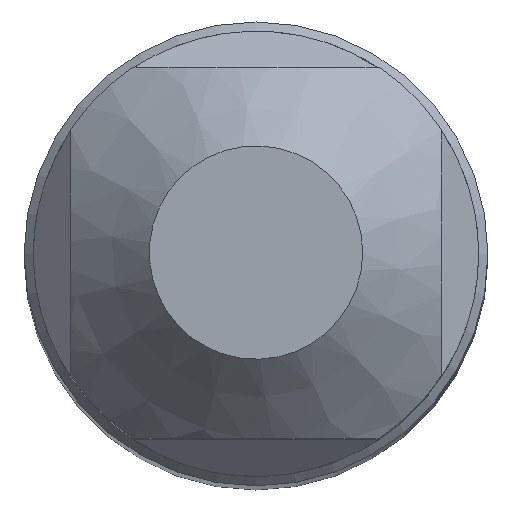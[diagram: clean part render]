
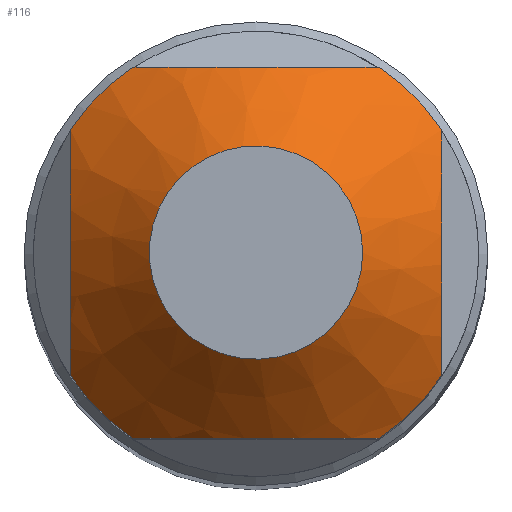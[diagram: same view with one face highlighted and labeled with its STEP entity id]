
A CAD part, top view. The second image highlights one B-rep face of the part: STEP entity #116.
In plain terms, the highlighted conical face has half-angle 45 degrees and reference radius 0.92 mm.
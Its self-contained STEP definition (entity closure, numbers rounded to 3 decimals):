
#116=ADVANCED_FACE('',(#146,#147),#128,.T.);
#128=CONICAL_SURFACE('',#436,0.92,45.);
#146=FACE_BOUND('',#179,.T.);
#147=FACE_BOUND('',#180,.T.);
#179=EDGE_LOOP('',(#229));
#180=EDGE_LOOP('',(#230,#231,#232,#233,#234,#235,#236,#237));
#229=ORIENTED_EDGE('',*,*,#310,.F.);
#230=ORIENTED_EDGE('',*,*,#326,.T.);
#231=ORIENTED_EDGE('',*,*,#327,.T.);
#232=ORIENTED_EDGE('',*,*,#328,.T.);
#233=ORIENTED_EDGE('',*,*,#314,.T.);
#234=ORIENTED_EDGE('',*,*,#329,.T.);
#235=ORIENTED_EDGE('',*,*,#319,.T.);
#236=ORIENTED_EDGE('',*,*,#330,.T.);
#237=ORIENTED_EDGE('',*,*,#324,.T.);
#280=VERTEX_POINT('',#617);
#283=VERTEX_POINT('',#625);
#284=VERTEX_POINT('',#632);
#287=VERTEX_POINT('',#641);
#288=VERTEX_POINT('',#648);
#291=VERTEX_POINT('',#657);
#292=VERTEX_POINT('',#664);
#293=VERTEX_POINT('',#668);
#294=VERTEX_POINT('',#675);
#310=EDGE_CURVE('',#280,#280,#348,.T.);
#314=EDGE_CURVE('',#284,#283,#367,.T.);
#319=EDGE_CURVE('',#288,#287,#368,.T.);
#324=EDGE_CURVE('',#292,#291,#369,.T.);
#326=EDGE_CURVE('',#291,#293,#349,.T.);
#327=EDGE_CURVE('',#293,#294,#370,.T.);
#328=EDGE_CURVE('',#294,#284,#350,.T.);
#329=EDGE_CURVE('',#283,#288,#351,.T.);
#330=EDGE_CURVE('',#287,#292,#352,.T.);
#348=CIRCLE('',#421,0.92);
#349=CIRCLE('',#432,1.92);
#350=CIRCLE('',#433,1.92);
#351=CIRCLE('',#434,1.92);
#352=CIRCLE('',#435,1.92);
#367=B_SPLINE_CURVE_WITH_KNOTS('',3,(#626,#627,#628,#629,#630,#631),
 .UNSPECIFIED.,.F.,.F.,(4,2,4),(0.,0.5,1.),.UNSPECIFIED.);
#368=B_SPLINE_CURVE_WITH_KNOTS('',3,(#642,#643,#644,#645,#646,#647),
 .UNSPECIFIED.,.F.,.F.,(4,2,4),(0.,0.5,1.),.UNSPECIFIED.);
#369=B_SPLINE_CURVE_WITH_KNOTS('',3,(#658,#659,#660,#661,#662,#663),
 .UNSPECIFIED.,.F.,.F.,(4,2,4),(0.,0.5,1.),.UNSPECIFIED.);
#370=B_SPLINE_CURVE_WITH_KNOTS('',3,(#669,#670,#671,#672,#673,#674),
 .UNSPECIFIED.,.F.,.F.,(4,2,4),(0.,0.5,1.),.UNSPECIFIED.);
#421=AXIS2_PLACEMENT_3D('',#616,#491,#492);
#432=AXIS2_PLACEMENT_3D('',#667,#522,#523);
#433=AXIS2_PLACEMENT_3D('',#676,#524,#525);
#434=AXIS2_PLACEMENT_3D('',#677,#526,#527);
#435=AXIS2_PLACEMENT_3D('',#678,#528,#529);
#436=AXIS2_PLACEMENT_3D('',#679,#530,#531);
#491=DIRECTION('',(0.,0.,1.));
#492=DIRECTION('',(1.,0.,0.));
#522=DIRECTION('',(0.,0.,1.));
#523=DIRECTION('',(-1.,0.,0.));
#524=DIRECTION('',(0.,0.,1.));
#525=DIRECTION('',(-1.,0.,0.));
#526=DIRECTION('',(0.,0.,1.));
#527=DIRECTION('',(-1.,0.,0.));
#528=DIRECTION('',(0.,0.,1.));
#529=DIRECTION('',(-1.,0.,0.));
#530=DIRECTION('',(0.,0.,-1.));
#531=DIRECTION('',(-1.,0.,0.));
#616=CARTESIAN_POINT('',(0.,0.,0.));
#617=CARTESIAN_POINT('',(0.92,0.,0.));
#625=CARTESIAN_POINT('',(-1.061,1.6,-1.));
#626=CARTESIAN_POINT('',(1.061,1.6,-1.));
#627=CARTESIAN_POINT('',(0.733,1.6,-0.819));
#628=CARTESIAN_POINT('',(0.373,1.6,-0.68));
#629=CARTESIAN_POINT('',(-0.372,1.6,-0.68));
#630=CARTESIAN_POINT('',(-0.735,1.6,-0.819));
#631=CARTESIAN_POINT('',(-1.061,1.6,-1.));
#632=CARTESIAN_POINT('',(1.061,1.6,-1.));
#641=CARTESIAN_POINT('',(-1.6,-1.061,-1.));
#642=CARTESIAN_POINT('',(-1.6,1.061,-1.));
#643=CARTESIAN_POINT('',(-1.6,0.735,-0.819));
#644=CARTESIAN_POINT('',(-1.6,0.372,-0.68));
#645=CARTESIAN_POINT('',(-1.6,-0.373,-0.68));
#646=CARTESIAN_POINT('',(-1.6,-0.733,-0.819));
#647=CARTESIAN_POINT('',(-1.6,-1.061,-1.));
#648=CARTESIAN_POINT('',(-1.6,1.061,-1.));
#657=CARTESIAN_POINT('',(1.061,-1.6,-1.));
#658=CARTESIAN_POINT('',(-1.061,-1.6,-1.));
#659=CARTESIAN_POINT('',(-0.735,-1.6,-0.819));
#660=CARTESIAN_POINT('',(-0.372,-1.6,-0.68));
#661=CARTESIAN_POINT('',(0.373,-1.6,-0.68));
#662=CARTESIAN_POINT('',(0.733,-1.6,-0.819));
#663=CARTESIAN_POINT('',(1.061,-1.6,-1.));
#664=CARTESIAN_POINT('',(-1.061,-1.6,-1.));
#667=CARTESIAN_POINT('',(0.,0.,-1.));
#668=CARTESIAN_POINT('',(1.6,-1.061,-1.));
#669=CARTESIAN_POINT('',(1.6,-1.061,-1.));
#670=CARTESIAN_POINT('',(1.6,-0.733,-0.819));
#671=CARTESIAN_POINT('',(1.6,-0.373,-0.68));
#672=CARTESIAN_POINT('',(1.6,0.372,-0.68));
#673=CARTESIAN_POINT('',(1.6,0.735,-0.819));
#674=CARTESIAN_POINT('',(1.6,1.061,-1.));
#675=CARTESIAN_POINT('',(1.6,1.061,-1.));
#676=CARTESIAN_POINT('',(0.,0.,-1.));
#677=CARTESIAN_POINT('',(0.,0.,-1.));
#678=CARTESIAN_POINT('',(0.,0.,-1.));
#679=CARTESIAN_POINT('',(0.,0.,0.));
